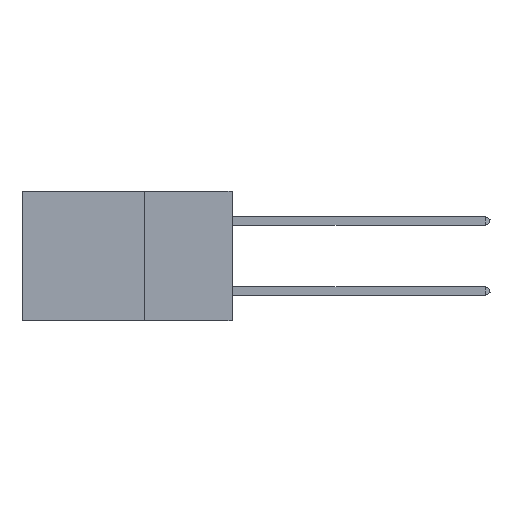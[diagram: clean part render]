
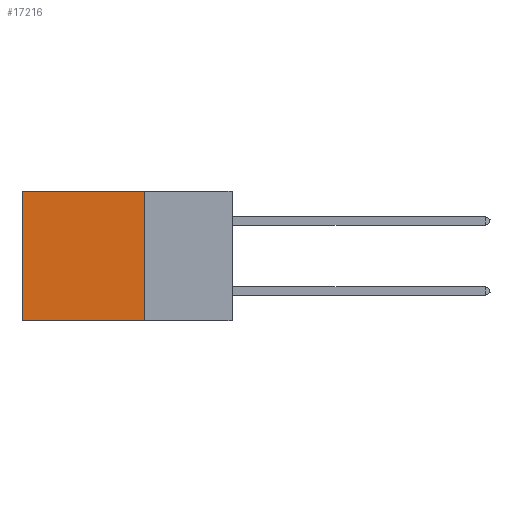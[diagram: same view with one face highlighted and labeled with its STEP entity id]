
A CAD part, left-side view. The second image highlights one B-rep face of the part: STEP entity #17216.
In plain terms, the highlighted planar face has unit normal (-1, 0, 0).
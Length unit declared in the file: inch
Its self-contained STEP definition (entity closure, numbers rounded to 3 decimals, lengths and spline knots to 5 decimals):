
#1492 = VERTEX_POINT ( 'NONE', #14694 ) ;
#1785 = DIRECTION ( 'NONE',  ( 0., 0., -1. ) ) ;
#2517 = AXIS2_PLACEMENT_3D ( 'NONE', #19592, #4217, #13498 ) ;
#2626 = LINE ( 'NONE', #36262, #34497 ) ;
#4068 = EDGE_CURVE ( 'NONE', #28433, #9836, #12484, .T. ) ;
#4217 = DIRECTION ( 'NONE',  ( 1., 0., 0. ) ) ;
#7400 = EDGE_CURVE ( 'NONE', #9836, #1492, #31336, .T. ) ;
#7467 = ORIENTED_EDGE ( 'NONE', *, *, #7400, .F. ) ;
#7716 = DIRECTION ( 'NONE',  ( 0., 1., 0. ) ) ;
#7990 = CARTESIAN_POINT ( 'NONE',  ( 0.2875, 0.25, -0.37 ) ) ;
#8516 = FACE_OUTER_BOUND ( 'NONE', #20039, .T. ) ;
#9836 = VERTEX_POINT ( 'NONE', #16846 ) ;
#12269 = ORIENTED_EDGE ( 'NONE', *, *, #4068, .F. ) ;
#12396 = LINE ( 'NONE', #16695, #17742 ) ;
#12484 = LINE ( 'NONE', #38900, #38578 ) ;
#12544 = PLANE ( 'NONE',  #2517 ) ;
#12678 = EDGE_CURVE ( 'NONE', #22499, #1492, #12396, .T. ) ;
#13311 = DIRECTION ( 'NONE',  ( 0., 0., -1. ) ) ;
#13498 = DIRECTION ( 'NONE',  ( 0., 0., -1. ) ) ;
#13659 = CARTESIAN_POINT ( 'NONE',  ( 0.2875, 0.25, 0. ) ) ;
#14178 = ORIENTED_EDGE ( 'NONE', *, *, #12678, .T. ) ;
#14694 = CARTESIAN_POINT ( 'NONE',  ( 0.2875, 0.6, -0.37 ) ) ;
#16695 = CARTESIAN_POINT ( 'NONE',  ( 0.2875, 0.6, 0. ) ) ;
#16846 = CARTESIAN_POINT ( 'NONE',  ( 0.2875, 0.25, -0.37 ) ) ;
#17216 = ADVANCED_FACE ( 'NONE', ( #8516 ), #12544, .F. ) ;
#17742 = VECTOR ( 'NONE', #13311, 39.37008 ) ;
#19592 = CARTESIAN_POINT ( 'NONE',  ( 0.2875, 0.25, 0. ) ) ;
#20039 = EDGE_LOOP ( 'NONE', ( #14178, #7467, #12269, #30490 ) ) ;
#22499 = VERTEX_POINT ( 'NONE', #23950 ) ;
#23155 = VECTOR ( 'NONE', #7716, 39.37008 ) ;
#23304 = EDGE_CURVE ( 'NONE', #28433, #22499, #2626, .T. ) ;
#23950 = CARTESIAN_POINT ( 'NONE',  ( 0.2875, 0.6, 0. ) ) ;
#28433 = VERTEX_POINT ( 'NONE', #13659 ) ;
#30490 = ORIENTED_EDGE ( 'NONE', *, *, #23304, .T. ) ;
#31336 = LINE ( 'NONE', #7990, #23155 ) ;
#34497 = VECTOR ( 'NONE', #36664, 39.37008 ) ;
#36262 = CARTESIAN_POINT ( 'NONE',  ( 0.2875, 0.25, 0. ) ) ;
#36664 = DIRECTION ( 'NONE',  ( 0., 1., 0. ) ) ;
#38578 = VECTOR ( 'NONE', #1785, 39.37008 ) ;
#38900 = CARTESIAN_POINT ( 'NONE',  ( 0.2875, 0.25, 0. ) ) ;
